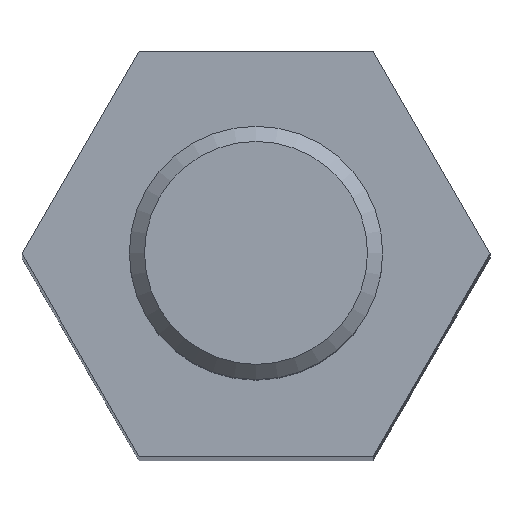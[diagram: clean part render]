
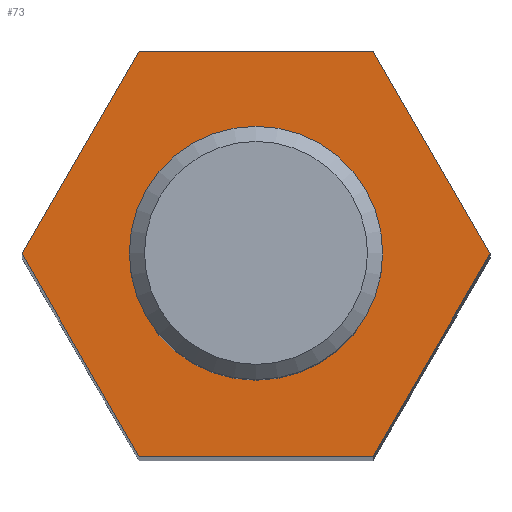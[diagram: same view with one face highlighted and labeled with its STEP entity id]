
A CAD part, top view. The second image highlights one B-rep face of the part: STEP entity #73.
In plain terms, the highlighted planar face has unit normal (0, 0, 1).
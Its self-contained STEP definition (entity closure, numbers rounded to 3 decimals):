
#73 = ADVANCED_FACE( '', ( #157, #158 ), #159, .T. );
#157 = FACE_BOUND( '', #251, .T. );
#158 = FACE_OUTER_BOUND( '', #252, .T. );
#159 = PLANE( '', #253 );
#251 = EDGE_LOOP( '', ( #383 ) );
#252 = EDGE_LOOP( '', ( #384, #385, #386, #387, #388, #389 ) );
#253 = AXIS2_PLACEMENT_3D( '', #390, #391, #392 );
#383 = ORIENTED_EDGE( '', *, *, #523, .T. );
#384 = ORIENTED_EDGE( '', *, *, #497, .T. );
#385 = ORIENTED_EDGE( '', *, *, #524, .T. );
#386 = ORIENTED_EDGE( '', *, *, #525, .T. );
#387 = ORIENTED_EDGE( '', *, *, #526, .T. );
#388 = ORIENTED_EDGE( '', *, *, #510, .T. );
#389 = ORIENTED_EDGE( '', *, *, #520, .T. );
#390 = CARTESIAN_POINT( '', ( 0., 0., 50. ) );
#391 = DIRECTION( '', ( 0., 0., 1. ) );
#392 = DIRECTION( '', ( 1., 0., 0. ) );
#497 = EDGE_CURVE( '', #576, #574, #577, .T. );
#510 = EDGE_CURVE( '', #594, #592, #595, .T. );
#520 = EDGE_CURVE( '', #592, #576, #609, .T. );
#523 = EDGE_CURVE( '', #612, #612, #613, .F. );
#524 = EDGE_CURVE( '', #574, #614, #615, .T. );
#525 = EDGE_CURVE( '', #614, #616, #617, .T. );
#526 = EDGE_CURVE( '', #616, #594, #618, .T. );
#574 = VERTEX_POINT( '', #702 );
#576 = VERTEX_POINT( '', #705 );
#577 = LINE( '', #706, #707 );
#592 = VERTEX_POINT( '', #735 );
#594 = VERTEX_POINT( '', #738 );
#595 = LINE( '', #739, #740 );
#609 = LINE( '', #774, #775 );
#612 = VERTEX_POINT( '', #783 );
#613 = CIRCLE( '', #784, 2.265 );
#614 = VERTEX_POINT( '', #785 );
#615 = LINE( '', #786, #787 );
#616 = VERTEX_POINT( '', #788 );
#617 = LINE( '', #789, #790 );
#618 = LINE( '', #791, #792 );
#702 = CARTESIAN_POINT( '', ( -2.309, 4., 50. ) );
#705 = CARTESIAN_POINT( '', ( 2.309, 4., 50. ) );
#706 = CARTESIAN_POINT( '', ( 2.309, 4., 50. ) );
#707 = VECTOR( '', #844, 1000. );
#735 = CARTESIAN_POINT( '', ( 4.619, 0., 50. ) );
#738 = CARTESIAN_POINT( '', ( 2.309, -4., 50. ) );
#739 = CARTESIAN_POINT( '', ( 2.309, -4., 50. ) );
#740 = VECTOR( '', #856, 1000. );
#774 = CARTESIAN_POINT( '', ( 4.619, 0., 50. ) );
#775 = VECTOR( '', #864, 1000. );
#783 = CARTESIAN_POINT( '', ( 2.265, 0., 50. ) );
#784 = AXIS2_PLACEMENT_3D( '', #865, #866, #867 );
#785 = CARTESIAN_POINT( '', ( -4.619, 0., 50. ) );
#786 = CARTESIAN_POINT( '', ( -2.309, 4., 50. ) );
#787 = VECTOR( '', #868, 1000. );
#788 = CARTESIAN_POINT( '', ( -2.309, -4., 50. ) );
#789 = CARTESIAN_POINT( '', ( -4.619, 0., 50. ) );
#790 = VECTOR( '', #869, 1000. );
#791 = CARTESIAN_POINT( '', ( -2.309, -4., 50. ) );
#792 = VECTOR( '', #870, 1000. );
#844 = DIRECTION( '', ( -1., 0., 0. ) );
#856 = DIRECTION( '', ( 0.5, 0.866, 0. ) );
#864 = DIRECTION( '', ( -0.5, 0.866, 0. ) );
#865 = CARTESIAN_POINT( '', ( 0., 0., 50. ) );
#866 = DIRECTION( '', ( 0., 0., 1. ) );
#867 = DIRECTION( '', ( 1., 0., 0. ) );
#868 = DIRECTION( '', ( -0.5, -0.866, 0. ) );
#869 = DIRECTION( '', ( 0.5, -0.866, 0. ) );
#870 = DIRECTION( '', ( 1., 0., 0. ) );
